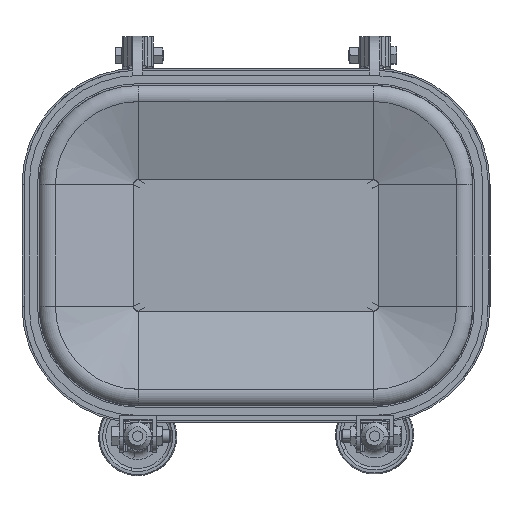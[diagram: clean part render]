
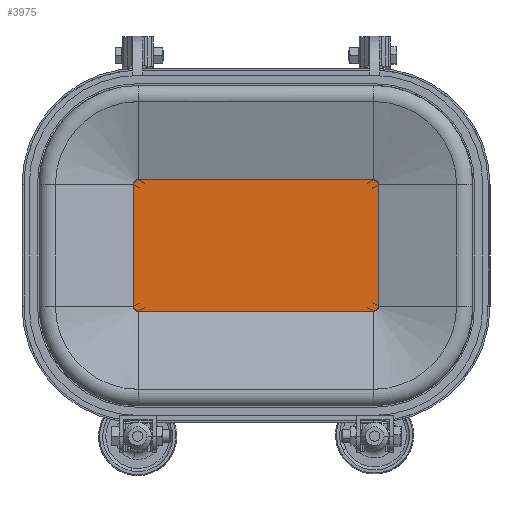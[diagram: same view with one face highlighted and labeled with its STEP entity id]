
A CAD part, front view. The second image highlights one B-rep face of the part: STEP entity #3975.
In plain terms, the highlighted planar face has unit normal (0, -1, 0).
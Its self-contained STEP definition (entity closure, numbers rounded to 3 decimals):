
#2795 = VERTEX_POINT ( 'NONE', #20515 ) ;
#3869 = VERTEX_POINT ( 'NONE', #29386 ) ;
#3915 = EDGE_CURVE ( 'NONE', #3869, #3938, #29967, .T. ) ;
#3927 = EDGE_CURVE ( 'NONE', #3869, #3928, #30007, .T. ) ;
#3928 = VERTEX_POINT ( 'NONE', #30003 ) ;
#3938 = VERTEX_POINT ( 'NONE', #30033 ) ;
#3954 = ORIENTED_EDGE ( 'NONE', *, *, #3955, .T. ) ;
#3955 = EDGE_CURVE ( 'NONE', #3969, #3979, #30019, .T. ) ;
#3956 = ORIENTED_EDGE ( 'NONE', *, *, #3957, .T. ) ;
#3957 = EDGE_CURVE ( 'NONE', #3979, #3958, #30065, .T. ) ;
#3958 = VERTEX_POINT ( 'NONE', #30061 ) ;
#3959 = ORIENTED_EDGE ( 'NONE', *, *, #3960, .T. ) ;
#3960 = EDGE_CURVE ( 'NONE', #3958, #3928, #30060, .T. ) ;
#3961 = ORIENTED_EDGE ( 'NONE', *, *, #3927, .F. ) ;
#3962 = ORIENTED_EDGE ( 'NONE', *, *, #3915, .T. ) ;
#3963 = ORIENTED_EDGE ( 'NONE', *, *, #3981, .F. ) ;
#3968 = EDGE_CURVE ( 'NONE', #3969, #3986, #30041, .T. ) ;
#3969 = VERTEX_POINT ( 'NONE', #30101 ) ;
#3975 = ADVANCED_FACE ( 'NONE', ( #30092 ), #30091, .T. ) ;
#3976 = EDGE_LOOP ( 'NONE', ( #3977, #3978, #3954, #3956, #3959, #3961, #3962, #3963 ) ) ;
#3977 = ORIENTED_EDGE ( 'NONE', *, *, #3989, .F. ) ;
#3978 = ORIENTED_EDGE ( 'NONE', *, *, #3968, .F. ) ;
#3979 = VERTEX_POINT ( 'NONE', #30086 ) ;
#3981 = EDGE_CURVE ( 'NONE', #2795, #3938, #30085, .T. ) ;
#3986 = VERTEX_POINT ( 'NONE', #29767 ) ;
#3989 = EDGE_CURVE ( 'NONE', #3986, #2795, #29710, .T. ) ;
#20515 = CARTESIAN_POINT ( 'NONE',  ( -114.213, -32.96, 63.669 ) ) ;
#29386 = CARTESIAN_POINT ( 'NONE',  ( 118.456, -32.96, 59. ) ) ;
#29706 = DIRECTION ( 'NONE',  ( 0., 0., -1. ) ) ;
#29707 = DIRECTION ( 'NONE',  ( 0., 1., 0. ) ) ;
#29708 = CARTESIAN_POINT ( 'NONE',  ( -114.213, -32.96, 59. ) ) ;
#29709 = AXIS2_PLACEMENT_3D ( 'NONE', #29708, #29707, #29706 ) ;
#29710 = CIRCLE ( 'NONE', #29709, 4.669 ) ;
#29767 = CARTESIAN_POINT ( 'NONE',  ( -118.882, -32.96, 59. ) ) ;
#29963 = DIRECTION ( 'NONE',  ( 0., 0., -1. ) ) ;
#29964 = DIRECTION ( 'NONE',  ( 0., -1., 0. ) ) ;
#29965 = CARTESIAN_POINT ( 'NONE',  ( 113.787, -32.96, 59. ) ) ;
#29966 = AXIS2_PLACEMENT_3D ( 'NONE', #29965, #29964, #29963 ) ;
#29967 = CIRCLE ( 'NONE', #29966, 4.669 ) ;
#30003 = CARTESIAN_POINT ( 'NONE',  ( 118.456, -32.96, -59. ) ) ;
#30004 = DIRECTION ( 'NONE',  ( 0., 0., -1. ) ) ;
#30005 = VECTOR ( 'NONE', #30004, 1000. ) ;
#30006 = CARTESIAN_POINT ( 'NONE',  ( 118.456, -32.96, 0. ) ) ;
#30007 = LINE ( 'NONE', #30006, #30005 ) ;
#30019 = CIRCLE ( 'NONE', #30069, 4.669 ) ;
#30033 = CARTESIAN_POINT ( 'NONE',  ( 113.787, -32.96, 63.669 ) ) ;
#30038 = DIRECTION ( 'NONE',  ( 0., 0., 1. ) ) ;
#30039 = VECTOR ( 'NONE', #30038, 1000. ) ;
#30040 = CARTESIAN_POINT ( 'NONE',  ( -118.882, -32.96, 0. ) ) ;
#30041 = LINE ( 'NONE', #30040, #30039 ) ;
#30056 = DIRECTION ( 'NONE',  ( 0., 0., 1. ) ) ;
#30057 = DIRECTION ( 'NONE',  ( 0., -1., 0. ) ) ;
#30058 = CARTESIAN_POINT ( 'NONE',  ( 113.787, -32.96, -59. ) ) ;
#30059 = AXIS2_PLACEMENT_3D ( 'NONE', #30058, #30057, #30056 ) ;
#30060 = CIRCLE ( 'NONE', #30059, 4.669 ) ;
#30061 = CARTESIAN_POINT ( 'NONE',  ( 113.787, -32.96, -63.669 ) ) ;
#30062 = DIRECTION ( 'NONE',  ( 1., 0., 0. ) ) ;
#30063 = VECTOR ( 'NONE', #30062, 1000. ) ;
#30064 = CARTESIAN_POINT ( 'NONE',  ( -114.213, -32.96, -63.669 ) ) ;
#30065 = LINE ( 'NONE', #30064, #30063 ) ;
#30066 = DIRECTION ( 'NONE',  ( 0., 0., 1. ) ) ;
#30067 = DIRECTION ( 'NONE',  ( 0., -1., 0. ) ) ;
#30068 = CARTESIAN_POINT ( 'NONE',  ( -114.213, -32.96, -59. ) ) ;
#30069 = AXIS2_PLACEMENT_3D ( 'NONE', #30068, #30067, #30066 ) ;
#30082 = DIRECTION ( 'NONE',  ( 1., 0., 0. ) ) ;
#30083 = VECTOR ( 'NONE', #30082, 1000. ) ;
#30084 = CARTESIAN_POINT ( 'NONE',  ( -114.213, -32.96, 63.669 ) ) ;
#30085 = LINE ( 'NONE', #30084, #30083 ) ;
#30086 = CARTESIAN_POINT ( 'NONE',  ( -114.213, -32.96, -63.669 ) ) ;
#30087 = DIRECTION ( 'NONE',  ( 0., 0., -1. ) ) ;
#30088 = DIRECTION ( 'NONE',  ( 0., -1., 0. ) ) ;
#30089 = CARTESIAN_POINT ( 'NONE',  ( -114.213, -32.96, 59. ) ) ;
#30090 = AXIS2_PLACEMENT_3D ( 'NONE', #30089, #30088, #30087 ) ;
#30091 = PLANE ( 'NONE',  #30090 ) ;
#30092 = FACE_OUTER_BOUND ( 'NONE', #3976, .T. ) ;
#30101 = CARTESIAN_POINT ( 'NONE',  ( -118.882, -32.96, -59. ) ) ;
